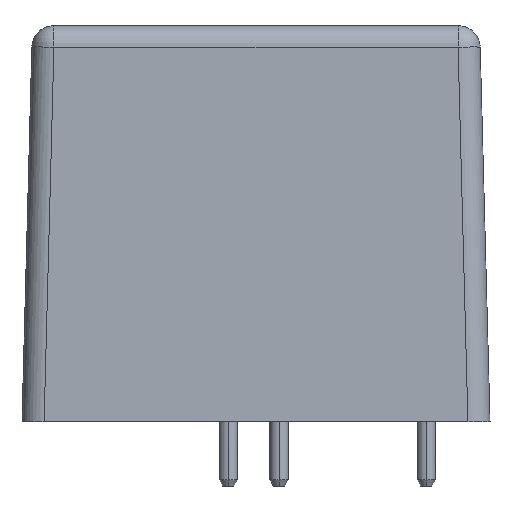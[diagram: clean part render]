
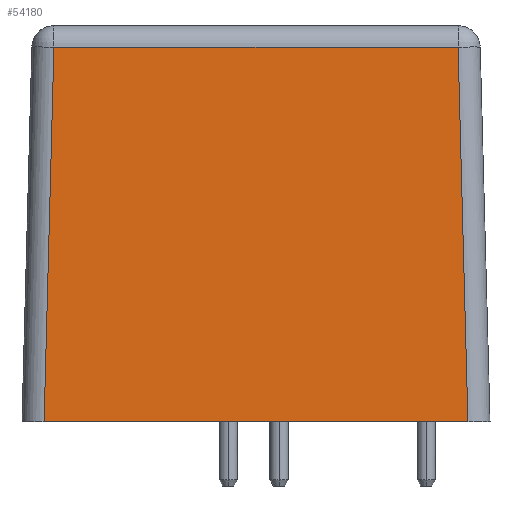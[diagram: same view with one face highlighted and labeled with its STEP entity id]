
A CAD part, left-side view. The second image highlights one B-rep face of the part: STEP entity #54180.
In plain terms, the highlighted planar face has unit normal (-1, 0, 0.026).
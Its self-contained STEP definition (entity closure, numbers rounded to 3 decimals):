
#51730=CARTESIAN_POINT('',(0.486,73.169,
0.));
#51740=VERTEX_POINT('',#51730);
#51770=CARTESIAN_POINT('',(0.486,73.169,
0.));
#51780=DIRECTION('',(0.,-1.,0.));
#51790=VECTOR('',#51780,1.);
#51800=LINE('',#51770,#51790);
#51810=CARTESIAN_POINT('',(0.486,50.168,0.));
#51820=VERTEX_POINT('',#51810);
#51830=EDGE_CURVE('',#51740,#51820,#51800,.T.);
#53750=CARTESIAN_POINT('',(0.486,50.168,
0.));
#53760=DIRECTION('',(0.026,0.026,
0.999));
#53770=VECTOR('',#53760,1.);
#53780=LINE('',#53750,#53770);
#53790=CARTESIAN_POINT('',(1.019,50.7,
20.331));
#53800=VERTEX_POINT('',#53790);
#53810=EDGE_CURVE('',#51820,#53800,#53780,.T.);
#53950=CARTESIAN_POINT('',(0.486,49.068,0.));
#53960=DIRECTION('',(-1.,0.,0.026));
#53970=DIRECTION('',(0.026,0.,1.));
#53980=AXIS2_PLACEMENT_3D('',#53950,#53960,#53970);
#53990=PLANE('',#53980);
#54000=CARTESIAN_POINT('',(1.019,72.636,
20.331));
#54010=DIRECTION('',(0.,-1.,0.));
#54020=VECTOR('',#54010,1.);
#54030=LINE('',#54000,#54020);
#54040=CARTESIAN_POINT('',(1.019,72.636,
20.331));
#54050=VERTEX_POINT('',#54040);
#54060=EDGE_CURVE('',#54050,#53800,#54030,.T.);
#54070=ORIENTED_EDGE('',*,*,#54060,.F.);
#54080=ORIENTED_EDGE('',*,*,#53810,.T.);
#54090=ORIENTED_EDGE('',*,*,#51830,.T.);
#54100=CARTESIAN_POINT('',(1.019,72.636,
20.331));
#54110=DIRECTION('',(-0.026,0.026,
-0.999));
#54120=VECTOR('',#54110,1.);
#54130=LINE('',#54100,#54120);
#54140=EDGE_CURVE('',#54050,#51740,#54130,.T.);
#54150=ORIENTED_EDGE('',*,*,#54140,.T.);
#54160=EDGE_LOOP('',(#54150,#54090,#54080,#54070));
#54170=FACE_OUTER_BOUND('',#54160,.T.);
#54180=ADVANCED_FACE('',(#54170),#53990,.T.);
